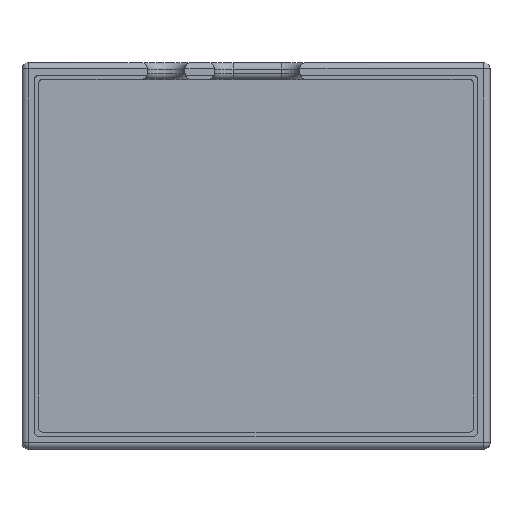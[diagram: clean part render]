
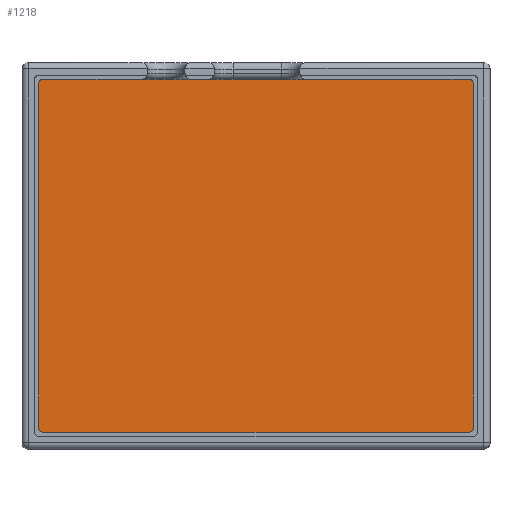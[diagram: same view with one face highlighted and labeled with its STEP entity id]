
A CAD part, top view. The second image highlights one B-rep face of the part: STEP entity #1218.
In plain terms, the highlighted planar face has unit normal (0, 0, 1).
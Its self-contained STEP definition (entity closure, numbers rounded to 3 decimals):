
#51=PLANE('',#1382);
#131=FACE_OUTER_BOUND('',#205,.T.);
#205=EDGE_LOOP('',(#1102,#1103,#1104,#1105,#1106,#1107,#1108,#1109));
#230=LINE('',#1880,#330);
#242=LINE('',#1917,#342);
#244=LINE('',#1923,#344);
#247=LINE('',#1933,#347);
#330=VECTOR('',#1469,10.);
#342=VECTOR('',#1509,10.);
#344=VECTOR('',#1517,10.);
#347=VECTOR('',#1530,10.);
#434=CIRCLE('',#1275,1.);
#435=CIRCLE('',#1278,1.);
#436=CIRCLE('',#1281,1.);
#437=CIRCLE('',#1283,1.);
#516=VERTEX_POINT('',#1877);
#517=VERTEX_POINT('',#1879);
#526=VERTEX_POINT('',#1909);
#527=VERTEX_POINT('',#1910);
#528=VERTEX_POINT('',#1915);
#529=VERTEX_POINT('',#1919);
#530=VERTEX_POINT('',#1925);
#531=VERTEX_POINT('',#1929);
#628=EDGE_CURVE('',#517,#516,#230,.T.);
#643=EDGE_CURVE('',#526,#527,#434,.T.);
#647=EDGE_CURVE('',#527,#528,#242,.T.);
#648=EDGE_CURVE('',#516,#529,#435,.T.);
#650=EDGE_CURVE('',#529,#526,#244,.T.);
#651=EDGE_CURVE('',#530,#517,#436,.T.);
#653=EDGE_CURVE('',#528,#531,#437,.T.);
#655=EDGE_CURVE('',#531,#530,#247,.T.);
#1102=ORIENTED_EDGE('',*,*,#643,.T.);
#1103=ORIENTED_EDGE('',*,*,#647,.T.);
#1104=ORIENTED_EDGE('',*,*,#653,.T.);
#1105=ORIENTED_EDGE('',*,*,#655,.T.);
#1106=ORIENTED_EDGE('',*,*,#651,.T.);
#1107=ORIENTED_EDGE('',*,*,#628,.T.);
#1108=ORIENTED_EDGE('',*,*,#648,.T.);
#1109=ORIENTED_EDGE('',*,*,#650,.T.);
#1218=ADVANCED_FACE('',(#131),#51,.T.);
#1275=AXIS2_PLACEMENT_3D('',#1911,#1502,#1503);
#1278=AXIS2_PLACEMENT_3D('',#1920,#1512,#1513);
#1281=AXIS2_PLACEMENT_3D('',#1926,#1520,#1521);
#1283=AXIS2_PLACEMENT_3D('',#1930,#1525,#1526);
#1382=AXIS2_PLACEMENT_3D('',#2139,#1783,#1784);
#1469=DIRECTION('',(-1.,0.,0.));
#1502=DIRECTION('center_axis',(0.,0.,1.));
#1503=DIRECTION('ref_axis',(-0.707,-0.707,0.));
#1509=DIRECTION('',(1.,0.,0.));
#1512=DIRECTION('center_axis',(0.,0.,1.));
#1513=DIRECTION('ref_axis',(-0.707,0.707,0.));
#1517=DIRECTION('',(0.,-1.,0.));
#1520=DIRECTION('center_axis',(0.,0.,1.));
#1521=DIRECTION('ref_axis',(0.707,0.707,0.));
#1525=DIRECTION('center_axis',(0.,0.,1.));
#1526=DIRECTION('ref_axis',(0.707,-0.707,0.));
#1530=DIRECTION('',(0.,1.,0.));
#1783=DIRECTION('center_axis',(0.,0.,1.));
#1784=DIRECTION('ref_axis',(1.,0.,0.));
#1877=CARTESIAN_POINT('',(-51.,42.225,0.));
#1879=CARTESIAN_POINT('',(51.,42.225,0.));
#1880=CARTESIAN_POINT('',(-26.,42.225,0.));
#1909=CARTESIAN_POINT('',(-52.,-41.225,0.));
#1910=CARTESIAN_POINT('',(-51.,-42.225,0.));
#1911=CARTESIAN_POINT('Origin',(-51.,-41.225,0.));
#1915=CARTESIAN_POINT('',(51.,-42.225,0.));
#1917=CARTESIAN_POINT('',(26.,-42.225,0.));
#1919=CARTESIAN_POINT('',(-52.,41.225,0.));
#1920=CARTESIAN_POINT('Origin',(-51.,41.225,0.));
#1923=CARTESIAN_POINT('',(-52.,-21.113,0.));
#1925=CARTESIAN_POINT('',(52.,41.225,0.));
#1926=CARTESIAN_POINT('Origin',(51.,41.225,0.));
#1929=CARTESIAN_POINT('',(52.,-41.225,0.));
#1930=CARTESIAN_POINT('Origin',(51.,-41.225,0.));
#1933=CARTESIAN_POINT('',(52.,21.113,0.));
#2139=CARTESIAN_POINT('Origin',(0.,0.,
0.));
